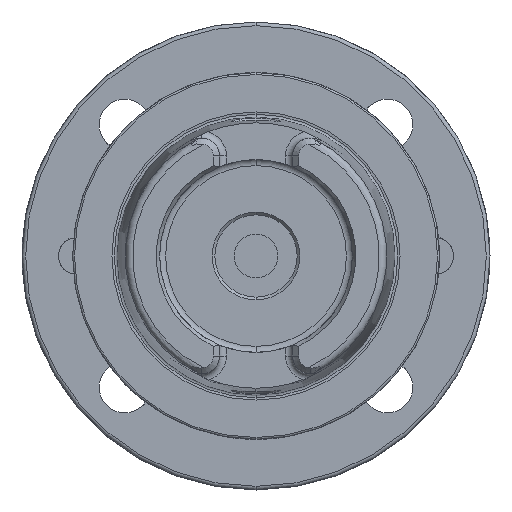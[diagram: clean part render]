
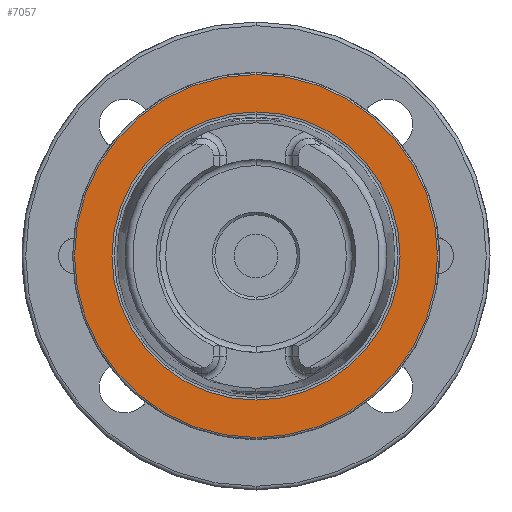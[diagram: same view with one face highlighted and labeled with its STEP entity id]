
A CAD part, left-side view. The second image highlights one B-rep face of the part: STEP entity #7057.
In plain terms, the highlighted planar face has unit normal (-1, 0, 0).
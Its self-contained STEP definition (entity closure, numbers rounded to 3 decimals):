
#196 = DIRECTION ( 'NONE',  ( 1., 0., 0. ) ) ;
#214 = EDGE_CURVE ( 'NONE', #10632, #4849, #7686, .T. ) ;
#229 = EDGE_CURVE ( 'NONE', #9699, #4215, #1148, .T. ) ;
#344 = CARTESIAN_POINT ( 'NONE',  ( 0., 0., 39.405 ) ) ;
#539 = EDGE_LOOP ( 'NONE', ( #5054, #6587 ) ) ;
#1148 = CIRCLE ( 'NONE', #7851, 39.405 ) ;
#1440 = CARTESIAN_POINT ( 'NONE',  ( 0., 0., 0. ) ) ;
#1865 = CARTESIAN_POINT ( 'NONE',  ( 0., 49.65, 0. ) ) ;
#1886 = DIRECTION ( 'NONE',  ( 0., 0., 1. ) ) ;
#1987 = DIRECTION ( 'NONE',  ( -1., 0., 0. ) ) ;
#2118 = CARTESIAN_POINT ( 'NONE',  ( 0., 0., 0. ) ) ;
#2592 = PLANE ( 'NONE',  #4923 ) ;
#2654 = CIRCLE ( 'NONE', #5029, 39.405 ) ;
#2766 = FACE_OUTER_BOUND ( 'NONE', #539, .T. ) ;
#3326 = DIRECTION ( 'NONE',  ( 0., 0., 1. ) ) ;
#3730 = DIRECTION ( 'NONE',  ( 0., 0., 1. ) ) ;
#4215 = VERTEX_POINT ( 'NONE', #6936 ) ;
#4386 = AXIS2_PLACEMENT_3D ( 'NONE', #6776, #6742, #6726 ) ;
#4520 = EDGE_LOOP ( 'NONE', ( #6526, #10118 ) ) ;
#4849 = VERTEX_POINT ( 'NONE', #6665 ) ;
#4923 = AXIS2_PLACEMENT_3D ( 'NONE', #1865, #196, #7006 ) ;
#5029 = AXIS2_PLACEMENT_3D ( 'NONE', #2118, #1987, #1886 ) ;
#5054 = ORIENTED_EDGE ( 'NONE', *, *, #7365, .T. ) ;
#6526 = ORIENTED_EDGE ( 'NONE', *, *, #229, .F. ) ;
#6587 = ORIENTED_EDGE ( 'NONE', *, *, #214, .T. ) ;
#6665 = CARTESIAN_POINT ( 'NONE',  ( 0., 0., 49.65 ) ) ;
#6726 = DIRECTION ( 'NONE',  ( 0., 0., 1. ) ) ;
#6742 = DIRECTION ( 'NONE',  ( -1., 0., 0. ) ) ;
#6776 = CARTESIAN_POINT ( 'NONE',  ( 0., 0., 0. ) ) ;
#6936 = CARTESIAN_POINT ( 'NONE',  ( 0., 0., -39.405 ) ) ;
#6998 = EDGE_CURVE ( 'NONE', #4215, #9699, #2654, .T. ) ;
#7006 = DIRECTION ( 'NONE',  ( 0., 0., -1. ) ) ;
#7057 = ADVANCED_FACE ( 'NONE', ( #10128, #2766 ), #2592, .F. ) ;
#7135 = CARTESIAN_POINT ( 'NONE',  ( 0., 0., 0. ) ) ;
#7280 = CARTESIAN_POINT ( 'NONE',  ( 0., 0., -49.65 ) ) ;
#7365 = EDGE_CURVE ( 'NONE', #4849, #10632, #10273, .T. ) ;
#7686 = CIRCLE ( 'NONE', #7978, 49.65 ) ;
#7780 = DIRECTION ( 'NONE',  ( -1., 0., 0. ) ) ;
#7851 = AXIS2_PLACEMENT_3D ( 'NONE', #7135, #7780, #3326 ) ;
#7978 = AXIS2_PLACEMENT_3D ( 'NONE', #1440, #8742, #3730 ) ;
#8742 = DIRECTION ( 'NONE',  ( -1., 0., 0. ) ) ;
#9699 = VERTEX_POINT ( 'NONE', #344 ) ;
#10118 = ORIENTED_EDGE ( 'NONE', *, *, #6998, .F. ) ;
#10128 = FACE_BOUND ( 'NONE', #4520, .T. ) ;
#10273 = CIRCLE ( 'NONE', #4386, 49.65 ) ;
#10632 = VERTEX_POINT ( 'NONE', #7280 ) ;
